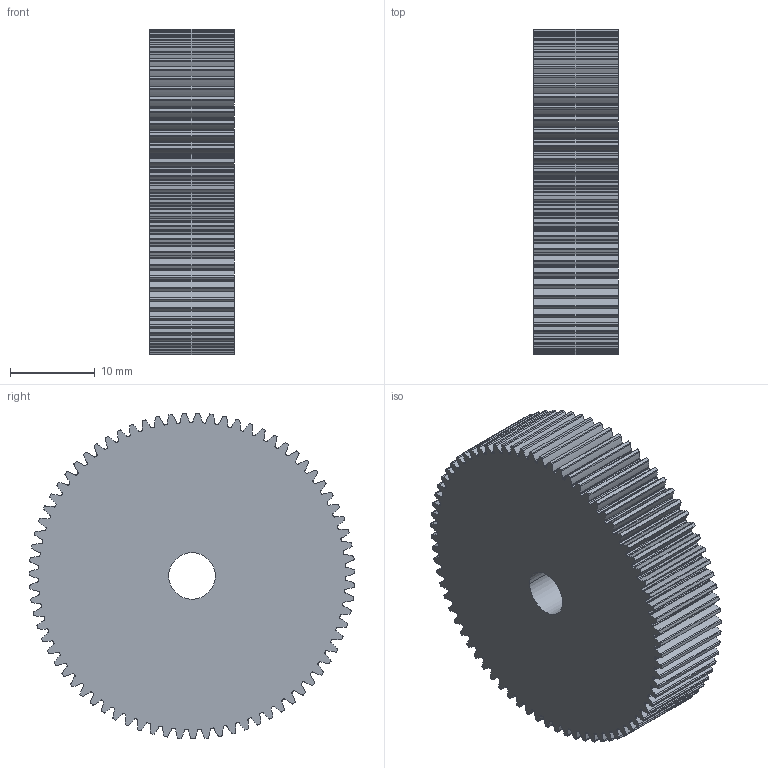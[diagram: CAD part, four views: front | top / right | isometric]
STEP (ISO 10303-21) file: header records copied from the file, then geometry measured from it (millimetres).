
FILE_DESCRIPTION(('STEP AP214'),'1');
FILE_NAME('cctmp_4BF6840E-6027-4828-AF0F-031F1CF0B87B_2021_08_19_09_08_25_0808_150092..stp','2021-08-19T07:08:26',('igus GmbH'),('CADClick - www.CADClick.com'),'Spatial InterOp 3D',' ','unknown authorization');
FILE_SCHEMA(('AUTOMOTIVE_DESIGN'));
Length unit declared in the file: millimetre
Products named in the file (1): 2021_08_19_09_08_25_0792
Bounding box: 10 x 38.5 x 38.49 mm (x, y, z)
Volume: 10765 mm3; surface area: 4664.2 mm2
Topology: 1 solids, 1 shells, 754 faces, 2256 edges, 1504 vertices
Faces by surface type: cylinder 752, plane 2
Entity records: 32404 total; most frequent: DIRECTION 5270, CARTESIAN_POINT 4515, ORIENTED_EDGE 4512, AXIS2_PLACEMENT_3D 2259, EDGE_CURVE 2256, VERTEX_POINT 1504, CIRCLE 1504, EDGE_LOOP 756
